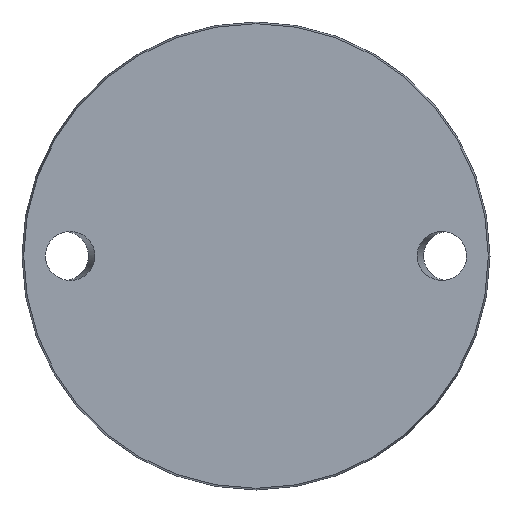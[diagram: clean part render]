
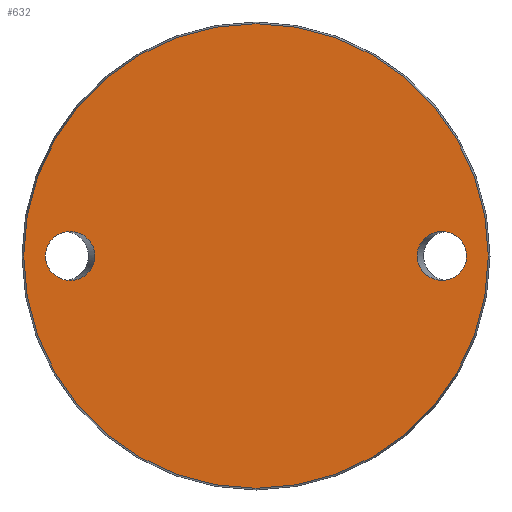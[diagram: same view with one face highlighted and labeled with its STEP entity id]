
A CAD part, front view. The second image highlights one B-rep face of the part: STEP entity #632.
In plain terms, the highlighted planar face has unit normal (0, -1, 0).
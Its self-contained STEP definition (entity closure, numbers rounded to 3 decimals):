
#11 = VERTEX_POINT ( 'NONE', #556 ) ;
#56 =( BOUNDED_CURVE ( )  B_SPLINE_CURVE ( 3, ( #475, #842, #395, #764, #158, #608, #167 ),
 .UNSPECIFIED., .T., .T. ) 
 B_SPLINE_CURVE_WITH_KNOTS ( ( 4, 3, 4 ),
 ( 0., 3.142, 6.283 ),
 .UNSPECIFIED. ) 
 CURVE ( )  GEOMETRIC_REPRESENTATION_ITEM ( )  RATIONAL_B_SPLINE_CURVE ( ( 1., 0.333, 0.333, 1., 0.333, 0.333, 1. ) ) 
 REPRESENTATION_ITEM ( '' )  );
#126 = DIRECTION ( 'NONE',  ( 0., 0., 1. ) ) ;
#158 = CARTESIAN_POINT ( 'NONE',  ( 71.115, 0., 16.5 ) ) ;
#167 = CARTESIAN_POINT ( 'NONE',  ( 54.385, 0., 0. ) ) ;
#170 = EDGE_CURVE ( 'NONE', #742, #742, #812, .T. ) ;
#194 = CARTESIAN_POINT ( 'NONE',  ( 0., 0., 0. ) ) ;
#210 = CARTESIAN_POINT ( 'NONE',  ( 0., 0., -78.425 ) ) ;
#230 = CARTESIAN_POINT ( 'NONE',  ( -71.115, 0., 0. ) ) ;
#240 = EDGE_LOOP ( 'NONE', ( #741 ) ) ;
#243 = EDGE_CURVE ( 'NONE', #612, #612, #876, .T. ) ;
#255 = PLANE ( 'NONE',  #890 ) ;
#277 = CARTESIAN_POINT ( 'NONE',  ( -78.425, 0., 0. ) ) ;
#338 = FACE_BOUND ( 'NONE', #240, .T. ) ;
#355 = DIRECTION ( 'NONE',  ( 0., -1., 0. ) ) ;
#376 = AXIS2_PLACEMENT_3D ( 'NONE', #194, #355, #504 ) ;
#395 = CARTESIAN_POINT ( 'NONE',  ( 71.115, 0., -16.5 ) ) ;
#475 = CARTESIAN_POINT ( 'NONE',  ( 54.385, 0., 0. ) ) ;
#480 = CARTESIAN_POINT ( 'NONE',  ( -54.385, 0., -16.5 ) ) ;
#486 = FACE_BOUND ( 'NONE', #821, .T. ) ;
#499 = FACE_OUTER_BOUND ( 'NONE', #856, .T. ) ;
#504 = DIRECTION ( 'NONE',  ( 0., 0., -1. ) ) ;
#535 = CARTESIAN_POINT ( 'NONE',  ( -71.115, 0., -16.5 ) ) ;
#541 = CARTESIAN_POINT ( 'NONE',  ( -54.385, 0., 0. ) ) ;
#547 = EDGE_CURVE ( 'NONE', #11, #11, #56, .T. ) ;
#556 = CARTESIAN_POINT ( 'NONE',  ( 54.385, 0., 0. ) ) ;
#582 = DIRECTION ( 'NONE',  ( 0., 1., 0. ) ) ;
#608 = CARTESIAN_POINT ( 'NONE',  ( 54.385, 0., 16.5 ) ) ;
#612 = VERTEX_POINT ( 'NONE', #230 ) ;
#632 = ADVANCED_FACE ( 'NONE', ( #486, #338, #499 ), #255, .F. ) ;
#671 = CARTESIAN_POINT ( 'NONE',  ( -71.115, 0., 16.5 ) ) ;
#676 = ORIENTED_EDGE ( 'NONE', *, *, #170, .T. ) ;
#697 = CARTESIAN_POINT ( 'NONE',  ( -54.385, 0., 16.5 ) ) ;
#741 = ORIENTED_EDGE ( 'NONE', *, *, #547, .F. ) ;
#742 = VERTEX_POINT ( 'NONE', #210 ) ;
#749 = CARTESIAN_POINT ( 'NONE',  ( -71.115, 0., 0. ) ) ;
#764 = CARTESIAN_POINT ( 'NONE',  ( 71.115, 0., 0. ) ) ;
#812 = CIRCLE ( 'NONE', #376, 78.425 ) ;
#821 = EDGE_LOOP ( 'NONE', ( #979 ) ) ;
#842 = CARTESIAN_POINT ( 'NONE',  ( 54.385, 0., -16.5 ) ) ;
#856 = EDGE_LOOP ( 'NONE', ( #676 ) ) ;
#876 =( BOUNDED_CURVE ( )  B_SPLINE_CURVE ( 3, ( #749, #671, #697, #541, #480, #535, #995 ),
 .UNSPECIFIED., .T., .T. ) 
 B_SPLINE_CURVE_WITH_KNOTS ( ( 4, 3, 4 ),
 ( 0., 3.142, 6.283 ),
 .UNSPECIFIED. ) 
 CURVE ( )  GEOMETRIC_REPRESENTATION_ITEM ( )  RATIONAL_B_SPLINE_CURVE ( ( 1., 0.333, 0.333, 1., 0.333, 0.333, 1. ) ) 
 REPRESENTATION_ITEM ( '' )  );
#890 = AXIS2_PLACEMENT_3D ( 'NONE', #277, #582, #126 ) ;
#979 = ORIENTED_EDGE ( 'NONE', *, *, #243, .T. ) ;
#995 = CARTESIAN_POINT ( 'NONE',  ( -71.115, 0., 0. ) ) ;
